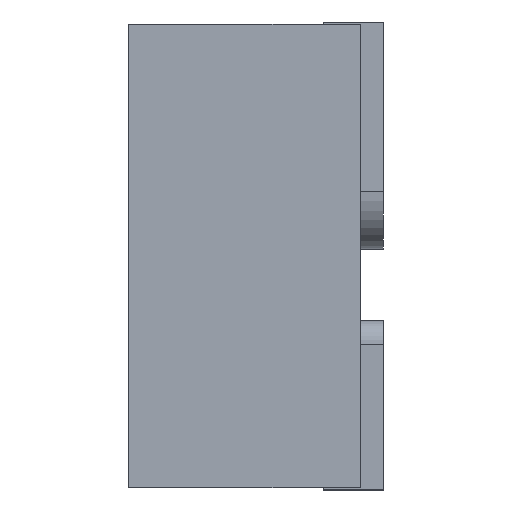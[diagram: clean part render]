
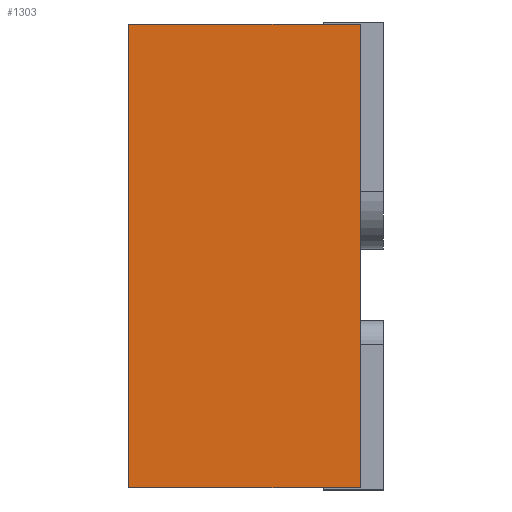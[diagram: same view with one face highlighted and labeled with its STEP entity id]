
A CAD part, left-side view. The second image highlights one B-rep face of the part: STEP entity #1303.
In plain terms, the highlighted planar face has unit normal (-1, 0, 0).
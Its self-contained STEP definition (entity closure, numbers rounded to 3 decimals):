
#29 = CARTESIAN_POINT ( 'NONE',  ( -0.171, 1.472, 1.398 ) ) ;
#42 = DIRECTION ( 'NONE',  ( 0., -1., 0. ) ) ;
#136 = ORIENTED_EDGE ( 'NONE', *, *, #682, .F. ) ;
#156 = ORIENTED_EDGE ( 'NONE', *, *, #3446, .F. ) ;
#272 = DIRECTION ( 'NONE',  ( 0., 1., 0. ) ) ;
#600 = LINE ( 'NONE', #3406, #1160 ) ;
#682 = EDGE_CURVE ( 'NONE', #3354, #1424, #600, .T. ) ;
#686 = VECTOR ( 'NONE', #272, 1000. ) ;
#691 = CARTESIAN_POINT ( 'NONE',  ( -0.171, 0.972, 1.398 ) ) ;
#874 = CARTESIAN_POINT ( 'NONE',  ( -0.171, 1.472, 1.398 ) ) ;
#901 = VECTOR ( 'NONE', #2339, 1000. ) ;
#930 = CARTESIAN_POINT ( 'NONE',  ( -0.171, 1.472, 1.398 ) ) ;
#1108 = ORIENTED_EDGE ( 'NONE', *, *, #1236, .T. ) ;
#1160 = VECTOR ( 'NONE', #2171, 1000. ) ;
#1172 = AXIS2_PLACEMENT_3D ( 'NONE', #930, #2449, #1238 ) ;
#1236 = EDGE_CURVE ( 'NONE', #2070, #1373, #2686, .T. ) ;
#1238 = DIRECTION ( 'NONE',  ( 0., 0., 1. ) ) ;
#1269 = VECTOR ( 'NONE', #42, 1000. ) ;
#1303 = ADVANCED_FACE ( 'NONE', ( #2157 ), #3331, .F. ) ;
#1321 = CARTESIAN_POINT ( 'NONE',  ( -0.171, 1.472, 2.398 ) ) ;
#1373 = VERTEX_POINT ( 'NONE', #3191 ) ;
#1424 = VERTEX_POINT ( 'NONE', #1321 ) ;
#2070 = VERTEX_POINT ( 'NONE', #691 ) ;
#2157 = FACE_OUTER_BOUND ( 'NONE', #2371, .T. ) ;
#2171 = DIRECTION ( 'NONE',  ( 0., 0., 1. ) ) ;
#2253 = CARTESIAN_POINT ( 'NONE',  ( -0.171, 1.472, 2.398 ) ) ;
#2299 = ORIENTED_EDGE ( 'NONE', *, *, #2737, .F. ) ;
#2339 = DIRECTION ( 'NONE',  ( 0., 0., 1. ) ) ;
#2371 = EDGE_LOOP ( 'NONE', ( #2299, #136, #156, #1108 ) ) ;
#2449 = DIRECTION ( 'NONE',  ( 1., 0., 0. ) ) ;
#2686 = LINE ( 'NONE', #2978, #901 ) ;
#2689 = LINE ( 'NONE', #874, #686 ) ;
#2737 = EDGE_CURVE ( 'NONE', #1424, #1373, #3643, .T. ) ;
#2978 = CARTESIAN_POINT ( 'NONE',  ( -0.171, 0.972, 1.898 ) ) ;
#3191 = CARTESIAN_POINT ( 'NONE',  ( -0.171, 0.972, 2.398 ) ) ;
#3331 = PLANE ( 'NONE',  #1172 ) ;
#3354 = VERTEX_POINT ( 'NONE', #29 ) ;
#3406 = CARTESIAN_POINT ( 'NONE',  ( -0.171, 1.472, 1.898 ) ) ;
#3446 = EDGE_CURVE ( 'NONE', #2070, #3354, #2689, .T. ) ;
#3643 = LINE ( 'NONE', #2253, #1269 ) ;
